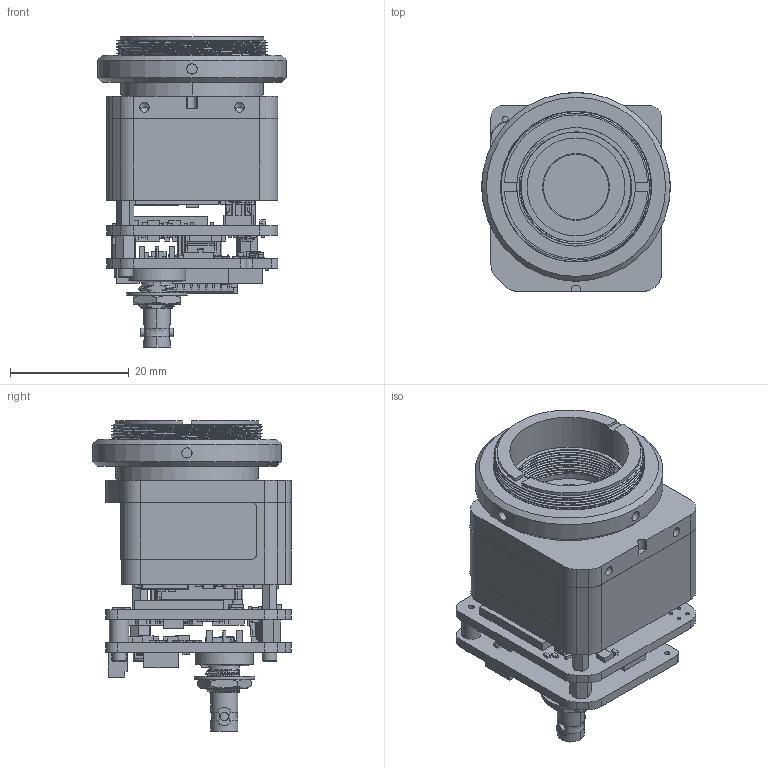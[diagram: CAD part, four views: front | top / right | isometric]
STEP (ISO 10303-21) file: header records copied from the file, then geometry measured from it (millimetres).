
FILE_DESCRIPTION (( 'STEP AP214' ), '1' );
FILE_NAME ('Viento-10 SDI No Lens M19 Mount ICD CAD.STEP', '2024-05-02T23:02:43', ( '' ), ( '' ), 'SwSTEP 2.0', 'SolidWorks 2023', '' );
FILE_SCHEMA (( 'AUTOMOTIVE_DESIGN' ));
Length unit declared in the file: millimetre
Products named in the file (1): Viento-10 SDI No Lens M19 Mount ICD CAD
Bounding box: 31.75 x 33.45 x 52.25 mm (x, y, z)
Volume: 20792 mm3; surface area: 15696.1 mm2
Topology: 10 solids, 10 shells, 2503 faces, 6403 edges, 4224 vertices
Faces by surface type: plane 2094, cylinder 292, cone 61, bspline 52, sphere 4
Full cylindrical faces by diameter (mm): 0.351 x1, 0.6 x6, 0.864 x3, 1 x1, 1.112 x2, 1.191 x1, 1.524 x5, 1.727 x4, 1.8 x1, 1.9 x4, 2.438 x3, 3.3 x1, 9.7 x1, 10.21 x1, 19.99 x1, 24.232 x1, 26.6 x1, 26.722 x1, 31.751 x1
Entity records: 90030 total; most frequent: CARTESIAN_POINT 29575, ORIENTED_EDGE 12636, DIRECTION 11474, EDGE_CURVE 6318, VECTOR 5444, LINE 5444, VERTEX_POINT 4205, AXIS2_PLACEMENT_3D 3015
